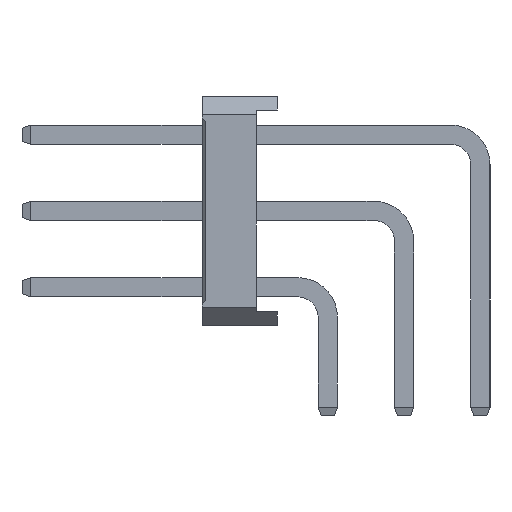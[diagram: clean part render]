
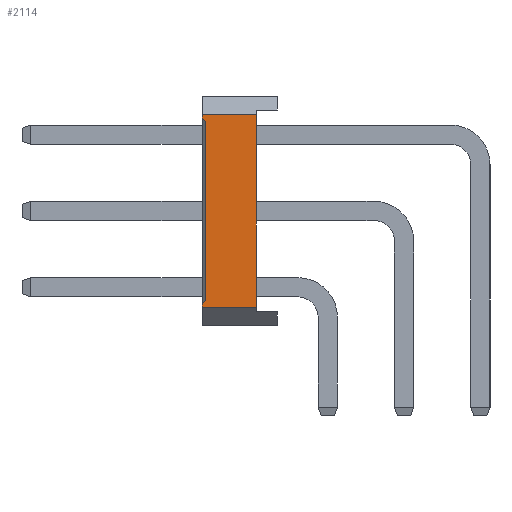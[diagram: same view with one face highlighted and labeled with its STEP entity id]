
A CAD part, left-side view. The second image highlights one B-rep face of the part: STEP entity #2114.
In plain terms, the highlighted planar face has unit normal (-1, 0, 0).
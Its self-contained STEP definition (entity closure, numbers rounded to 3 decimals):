
#2114=ADVANCED_FACE('',(#23264),#23266,.T.);
#23264=FACE_BOUND('',#23265,.T.);
#23265=EDGE_LOOP('',(#40457,#40458,#40459,#40460,#40461,#40462,#40463,#40464));
#23266=PLANE('',#23267);
#23267=AXIS2_PLACEMENT_3D('',#23268,#23269,#23270);
#23268=CARTESIAN_POINT('',(-1.27,1.68,0.6));
#23269=DIRECTION('',(-1.,0.,0.));
#23270=DIRECTION('',(0.,0.,1.));
#40457=ORIENTED_EDGE('',*,*,#51522,.F.);
#40458=ORIENTED_EDGE('',*,*,#51523,.T.);
#40459=ORIENTED_EDGE('',*,*,#51524,.F.);
#40460=ORIENTED_EDGE('',*,*,#50286,.F.);
#40461=ORIENTED_EDGE('',*,*,#51525,.F.);
#40462=ORIENTED_EDGE('',*,*,#49676,.T.);
#40463=ORIENTED_EDGE('',*,*,#51521,.T.);
#40464=ORIENTED_EDGE('',*,*,#50290,.F.);
#49676=EDGE_CURVE('',#55440,#55438,#55441,.T.);
#50286=EDGE_CURVE('',#56658,#56660,#56661,.T.);
#50290=EDGE_CURVE('',#56666,#56668,#56669,.T.);
#51521=EDGE_CURVE('',#55438,#56668,#58901,.T.);
#51522=EDGE_CURVE('',#58902,#56666,#58903,.F.);
#51523=EDGE_CURVE('',#58902,#58904,#58905,.T.);
#51524=EDGE_CURVE('',#56660,#58904,#58906,.F.);
#51525=EDGE_CURVE('',#55440,#56658,#58907,.T.);
#55438=VERTEX_POINT('',#64810);
#55440=VERTEX_POINT('',#64814);
#55441=LINE('',#64815,#64816);
#56658=VERTEX_POINT('',#67250);
#56660=VERTEX_POINT('',#67254);
#56661=LINE('',#67255,#67256);
#56666=VERTEX_POINT('',#67266);
#56668=VERTEX_POINT('',#67270);
#56669=LINE('',#67271,#67272);
#58901=LINE('',#72077,#72078);
#58902=VERTEX_POINT('',#72080);
#58903=LINE('',#72081,#72082);
#58904=VERTEX_POINT('',#72084);
#58905=LINE('',#72085,#72086);
#58906=LINE('',#72088,#72089);
#58907=LINE('',#72091,#72092);
#64810=CARTESIAN_POINT('',(-1.27,2.38,7.02));
#64814=CARTESIAN_POINT('',(-1.27,2.38,0.6));
#64815=CARTESIAN_POINT('',(-1.27,2.38,0.6));
#64816=VECTOR('',#64817,1.);
#64817=DIRECTION('',(0.,0.,1.));
#67250=CARTESIAN_POINT('',(-1.27,4.18,0.6));
#67254=CARTESIAN_POINT('',(-1.27,4.18,0.72));
#67255=CARTESIAN_POINT('',(-1.27,4.18,0.6));
#67256=VECTOR('',#67257,1.);
#67257=DIRECTION('',(0.,0.,1.));
#67266=CARTESIAN_POINT('',(-1.27,4.18,6.9));
#67270=CARTESIAN_POINT('',(-1.27,4.18,7.02));
#67271=CARTESIAN_POINT('',(-1.27,4.18,6.9));
#67272=VECTOR('',#67273,1.);
#67273=DIRECTION('',(0.,0.,1.));
#72077=CARTESIAN_POINT('',(-1.27,2.38,7.02));
#72078=VECTOR('',#72079,1.);
#72079=DIRECTION('',(0.,1.,0.));
#72080=CARTESIAN_POINT('',(-1.27,4.08,6.8));
#72081=CARTESIAN_POINT('',(-1.27,4.18,6.9));
#72082=VECTOR('',#72083,1.);
#72083=DIRECTION('',(0.,-0.707,-0.707));
#72084=CARTESIAN_POINT('',(-1.27,4.08,0.82));
#72085=CARTESIAN_POINT('',(-1.27,4.08,6.8));
#72086=VECTOR('',#72087,1.);
#72087=DIRECTION('',(0.,0.,-1.));
#72088=CARTESIAN_POINT('',(-1.27,4.08,0.82));
#72089=VECTOR('',#72090,1.);
#72090=DIRECTION('',(0.,0.707,-0.707));
#72091=CARTESIAN_POINT('',(-1.27,2.38,0.6));
#72092=VECTOR('',#72093,1.);
#72093=DIRECTION('',(0.,1.,0.));
